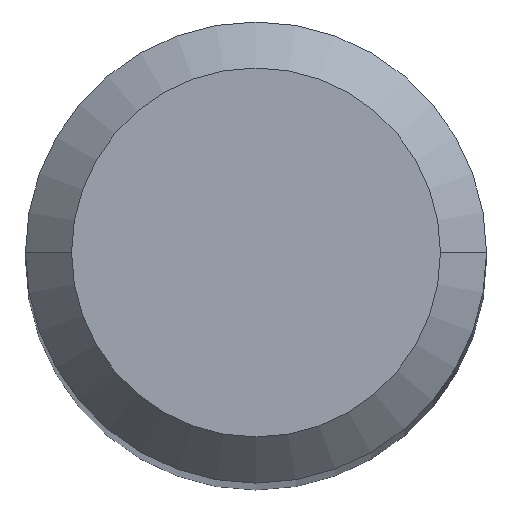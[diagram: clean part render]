
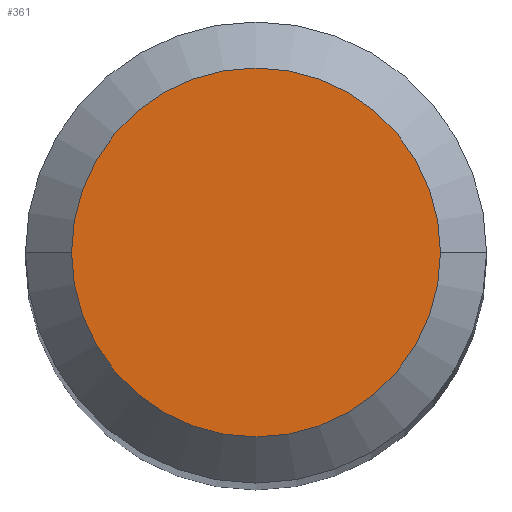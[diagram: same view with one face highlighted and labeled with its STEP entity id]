
A CAD part, top view. The second image highlights one B-rep face of the part: STEP entity #361.
In plain terms, the highlighted planar face has unit normal (0, 0, 1).
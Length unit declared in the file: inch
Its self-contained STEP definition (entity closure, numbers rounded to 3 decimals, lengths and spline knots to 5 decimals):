
#2 = CARTESIAN_POINT ( 'NONE',  ( 0.05, 0., 0. ) ) ;
#12 = CARTESIAN_POINT ( 'NONE',  ( 0., 0., 0. ) ) ;
#26 = ORIENTED_EDGE ( 'NONE', *, *, #92, .T. ) ;
#27 = VERTEX_POINT ( 'NONE', #2 ) ;
#46 = DIRECTION ( 'NONE',  ( 0., 0., 1. ) ) ;
#59 = AXIS2_PLACEMENT_3D ( 'NONE', #104, #304, #75 ) ;
#63 = AXIS2_PLACEMENT_3D ( 'NONE', #270, #46, #415 ) ;
#64 = ORIENTED_EDGE ( 'NONE', *, *, #324, .T. ) ;
#70 = FACE_OUTER_BOUND ( 'NONE', #395, .T. ) ;
#75 = DIRECTION ( 'NONE',  ( -1., 0., 0. ) ) ;
#92 = EDGE_CURVE ( 'NONE', #27, #222, #301, .T. ) ;
#104 = CARTESIAN_POINT ( 'NONE',  ( 0., 0., 0. ) ) ;
#222 = VERTEX_POINT ( 'NONE', #278 ) ;
#228 = PLANE ( 'NONE',  #59 ) ;
#270 = CARTESIAN_POINT ( 'NONE',  ( 0., 0., 0. ) ) ;
#278 = CARTESIAN_POINT ( 'NONE',  ( -0.05, 0., 0. ) ) ;
#301 = CIRCLE ( 'NONE', #63, 0.05 ) ;
#304 = DIRECTION ( 'NONE',  ( 0., 0., -1. ) ) ;
#317 = DIRECTION ( 'NONE',  ( 0., 0., 1. ) ) ;
#321 = CIRCLE ( 'NONE', #450, 0.05 ) ;
#324 = EDGE_CURVE ( 'NONE', #222, #27, #321, .T. ) ;
#361 = ADVANCED_FACE ( 'NONE', ( #70 ), #228, .F. ) ;
#395 = EDGE_LOOP ( 'NONE', ( #64, #26 ) ) ;
#415 = DIRECTION ( 'NONE',  ( 1., 0., 0. ) ) ;
#450 = AXIS2_PLACEMENT_3D ( 'NONE', #12, #317, #467 ) ;
#467 = DIRECTION ( 'NONE',  ( 1., 0., 0. ) ) ;
